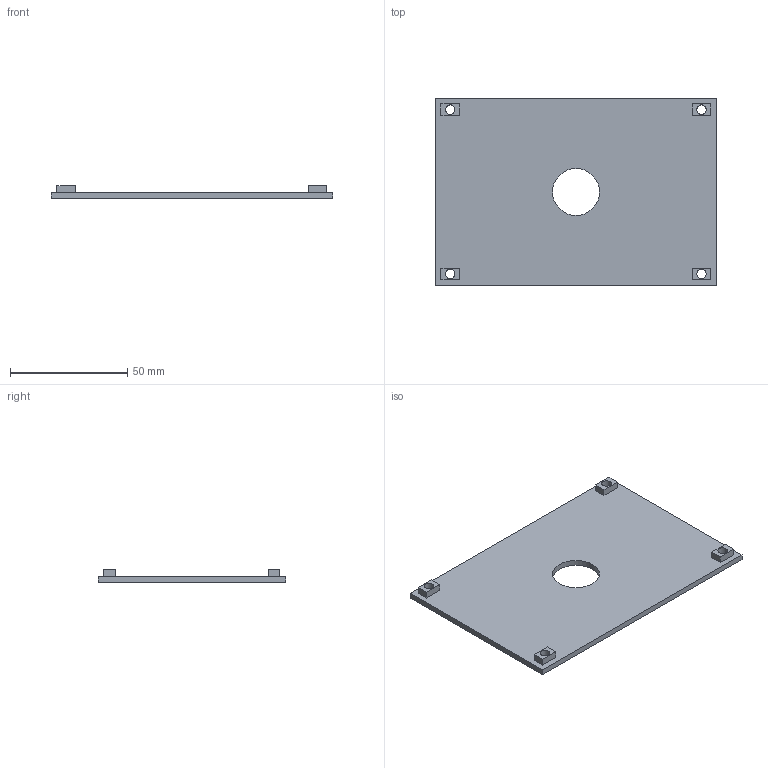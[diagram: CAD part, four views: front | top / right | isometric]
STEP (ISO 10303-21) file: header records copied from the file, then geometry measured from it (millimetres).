
FILE_DESCRIPTION(/* description */ (''),/* implementation_level */ '2;1');
FILE_NAME(/* name */ 'kryt krabicky.stp',/* time_stamp */ '2023-02-01T16:34:49+01:00',/* author */ (''),/* organization */ (''),/* preprocessor_version */ 'ST-DEVELOPER v15.2',/* originating_system */ 'Autodesk Translator Framework v2.0.0.5431',/* authorisation */ '');
FILE_SCHEMA (('AUTOMOTIVE_DESIGN { 1 0 10303 214 3 1 1 }'));
Length unit declared in the file: centimetre
Products named in the file (1): (Unsaved)
Bounding box: 120 x 80 x 5.5 mm (x, y, z)
Volume: 23418.1 mm3; surface area: 20216.7 mm2
Topology: 1 solids, 1 shells, 31 faces, 75 edges, 50 vertices
Faces by surface type: plane 26, cylinder 5
Full cylindrical faces by diameter (mm): 4 x4, 20 x1
Entity records: 913 total; most frequent: CARTESIAN_POINT 152, DIRECTION 144, ORIENTED_EDGE 140, EDGE_CURVE 70, LINE 60, VECTOR 60, EDGE_LOOP 50, VERTEX_POINT 50
